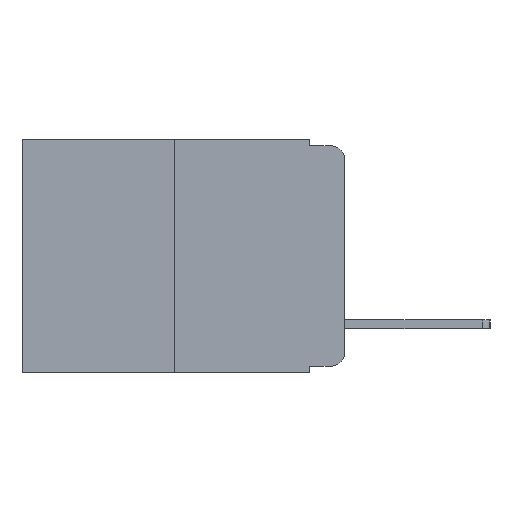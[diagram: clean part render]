
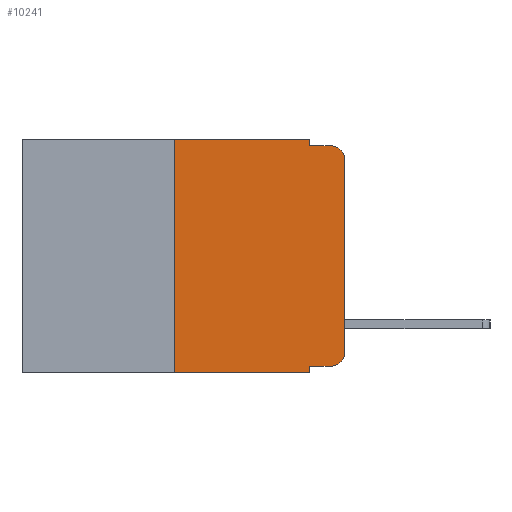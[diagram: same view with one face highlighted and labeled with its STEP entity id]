
A CAD part, left-side view. The second image highlights one B-rep face of the part: STEP entity #10241.
In plain terms, the highlighted planar face has unit normal (-1, 0, 0).
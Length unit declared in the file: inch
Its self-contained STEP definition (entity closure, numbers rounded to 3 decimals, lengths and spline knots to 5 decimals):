
#104 = CARTESIAN_POINT ( 'NONE',  ( 0., 0.051, 0. ) ) ;
#149 = DIRECTION ( 'NONE',  ( 0., -1., 0. ) ) ;
#966 = EDGE_CURVE ( 'NONE', #8493, #10608, #1246, .T. ) ;
#1183 = DIRECTION ( 'NONE',  ( 0., 0., 1. ) ) ;
#1204 = AXIS2_PLACEMENT_3D ( 'NONE', #6139, #16205, #7608 ) ;
#1227 = CARTESIAN_POINT ( 'NONE',  ( 0., 0.473, 0. ) ) ;
#1246 = LINE ( 'NONE', #3151, #12695 ) ;
#1305 = VECTOR ( 'NONE', #3555, 39.37008 ) ;
#1528 = VERTEX_POINT ( 'NONE', #2135 ) ;
#1614 = EDGE_CURVE ( 'NONE', #16509, #2350, #17424, .T. ) ;
#1795 = ORIENTED_EDGE ( 'NONE', *, *, #4800, .T. ) ;
#2041 = AXIS2_PLACEMENT_3D ( 'NONE', #4205, #14463, #5747 ) ;
#2135 = CARTESIAN_POINT ( 'NONE',  ( 0., 0.02, -0.333 ) ) ;
#2350 = VERTEX_POINT ( 'NONE', #16163 ) ;
#2611 = EDGE_CURVE ( 'NONE', #8104, #2350, #4517, .T. ) ;
#2620 = DIRECTION ( 'NONE',  ( 0., 0., 1. ) ) ;
#2739 = DIRECTION ( 'NONE',  ( 0., 0., -1. ) ) ;
#3084 = FACE_OUTER_BOUND ( 'NONE', #12913, .T. ) ;
#3151 = CARTESIAN_POINT ( 'NONE',  ( 0., 0., 0. ) ) ;
#3539 = CARTESIAN_POINT ( 'NONE',  ( 0., 0., -0.03 ) ) ;
#3555 = DIRECTION ( 'NONE',  ( 0., 0., -1. ) ) ;
#4205 = CARTESIAN_POINT ( 'NONE',  ( 0., 0.02, -0.313 ) ) ;
#4219 = CARTESIAN_POINT ( 'NONE',  ( 0., 0.051, -0.01 ) ) ;
#4517 = LINE ( 'NONE', #7643, #15234 ) ;
#4532 = VERTEX_POINT ( 'NONE', #8267 ) ;
#4603 = CARTESIAN_POINT ( 'NONE',  ( 0., 0.051, -0.333 ) ) ;
#4800 = EDGE_CURVE ( 'NONE', #8104, #1528, #17984, .T. ) ;
#5366 = VERTEX_POINT ( 'NONE', #13825 ) ;
#5517 = VECTOR ( 'NONE', #7119, 39.37008 ) ;
#5747 = DIRECTION ( 'NONE',  ( 0., 0., -1. ) ) ;
#5955 = EDGE_CURVE ( 'NONE', #18310, #6202, #9319, .T. ) ;
#6119 = VECTOR ( 'NONE', #11406, 39.37008 ) ;
#6139 = CARTESIAN_POINT ( 'NONE',  ( 0., 0.02, -0.03 ) ) ;
#6202 = VERTEX_POINT ( 'NONE', #4219 ) ;
#7002 = ORIENTED_EDGE ( 'NONE', *, *, #16661, .T. ) ;
#7119 = DIRECTION ( 'NONE',  ( 0., -1., 0. ) ) ;
#7463 = ORIENTED_EDGE ( 'NONE', *, *, #16208, .F. ) ;
#7608 = DIRECTION ( 'NONE',  ( 0., 0., -1. ) ) ;
#7643 = CARTESIAN_POINT ( 'NONE',  ( 0., 0.051, 0. ) ) ;
#8032 = CARTESIAN_POINT ( 'NONE',  ( 0., 0.473, 0. ) ) ;
#8104 = VERTEX_POINT ( 'NONE', #4603 ) ;
#8267 = CARTESIAN_POINT ( 'NONE',  ( 0., 0.02, -0.01 ) ) ;
#8408 = ORIENTED_EDGE ( 'NONE', *, *, #17348, .F. ) ;
#8493 = VERTEX_POINT ( 'NONE', #9866 ) ;
#8869 = ORIENTED_EDGE ( 'NONE', *, *, #11954, .F. ) ;
#9149 = VECTOR ( 'NONE', #17991, 39.37008 ) ;
#9319 = LINE ( 'NONE', #18634, #1305 ) ;
#9492 = AXIS2_PLACEMENT_3D ( 'NONE', #1227, #11727, #2739 ) ;
#9866 = CARTESIAN_POINT ( 'NONE',  ( 0., 0., -0.313 ) ) ;
#10128 = CARTESIAN_POINT ( 'NONE',  ( 0., 0.25, 0. ) ) ;
#10241 = ADVANCED_FACE ( 'NONE', ( #3084 ), #10251, .F. ) ;
#10251 = PLANE ( 'NONE',  #9492 ) ;
#10608 = VERTEX_POINT ( 'NONE', #3539 ) ;
#11358 = CARTESIAN_POINT ( 'NONE',  ( 0., 0.473, -0.343 ) ) ;
#11406 = DIRECTION ( 'NONE',  ( 0., -1., 0. ) ) ;
#11430 = ORIENTED_EDGE ( 'NONE', *, *, #5955, .F. ) ;
#11727 = DIRECTION ( 'NONE',  ( 1., 0., 0. ) ) ;
#11954 = EDGE_CURVE ( 'NONE', #16509, #5366, #12806, .T. ) ;
#12695 = VECTOR ( 'NONE', #1183, 39.37008 ) ;
#12806 = LINE ( 'NONE', #10128, #16923 ) ;
#12913 = EDGE_LOOP ( 'NONE', ( #17955, #7002, #7463, #11430, #8408, #8869, #16454, #16896, #1795, #14518 ) ) ;
#12943 = EDGE_CURVE ( 'NONE', #1528, #8493, #18788, .T. ) ;
#13699 = CIRCLE ( 'NONE', #1204, 0.02 ) ;
#13825 = CARTESIAN_POINT ( 'NONE',  ( 0., 0.25, 0. ) ) ;
#14174 = VECTOR ( 'NONE', #149, 39.37008 ) ;
#14313 = DIRECTION ( 'NONE',  ( 0., 0., -1. ) ) ;
#14463 = DIRECTION ( 'NONE',  ( -1., 0., 0. ) ) ;
#14518 = ORIENTED_EDGE ( 'NONE', *, *, #12943, .T. ) ;
#15234 = VECTOR ( 'NONE', #14313, 39.37008 ) ;
#15622 = CARTESIAN_POINT ( 'NONE',  ( 0., 0.25, -0.343 ) ) ;
#16163 = CARTESIAN_POINT ( 'NONE',  ( 0., 0.051, -0.343 ) ) ;
#16205 = DIRECTION ( 'NONE',  ( -1., 0., 0. ) ) ;
#16208 = EDGE_CURVE ( 'NONE', #6202, #4532, #17829, .T. ) ;
#16266 = LINE ( 'NONE', #8032, #9149 ) ;
#16277 = CARTESIAN_POINT ( 'NONE',  ( 0., 0.051, -0.01 ) ) ;
#16454 = ORIENTED_EDGE ( 'NONE', *, *, #1614, .T. ) ;
#16509 = VERTEX_POINT ( 'NONE', #15622 ) ;
#16661 = EDGE_CURVE ( 'NONE', #10608, #4532, #13699, .T. ) ;
#16896 = ORIENTED_EDGE ( 'NONE', *, *, #2611, .F. ) ;
#16923 = VECTOR ( 'NONE', #2620, 39.37008 ) ;
#17348 = EDGE_CURVE ( 'NONE', #5366, #18310, #16266, .T. ) ;
#17424 = LINE ( 'NONE', #11358, #5517 ) ;
#17807 = CARTESIAN_POINT ( 'NONE',  ( 0., 0.051, -0.333 ) ) ;
#17829 = LINE ( 'NONE', #16277, #14174 ) ;
#17955 = ORIENTED_EDGE ( 'NONE', *, *, #966, .T. ) ;
#17984 = LINE ( 'NONE', #17807, #6119 ) ;
#17991 = DIRECTION ( 'NONE',  ( 0., -1., 0. ) ) ;
#18310 = VERTEX_POINT ( 'NONE', #104 ) ;
#18634 = CARTESIAN_POINT ( 'NONE',  ( 0., 0.051, 0. ) ) ;
#18788 = CIRCLE ( 'NONE', #2041, 0.02 ) ;
